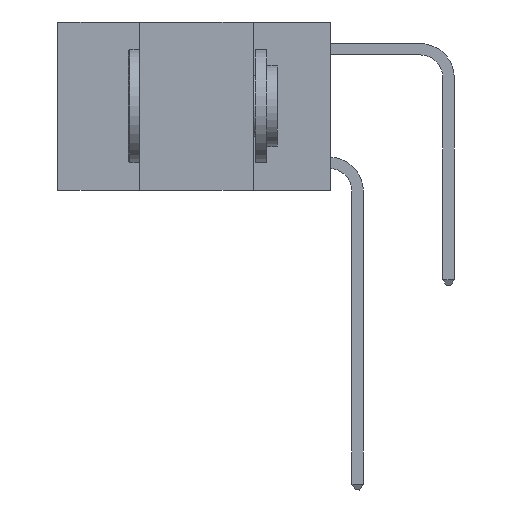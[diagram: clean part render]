
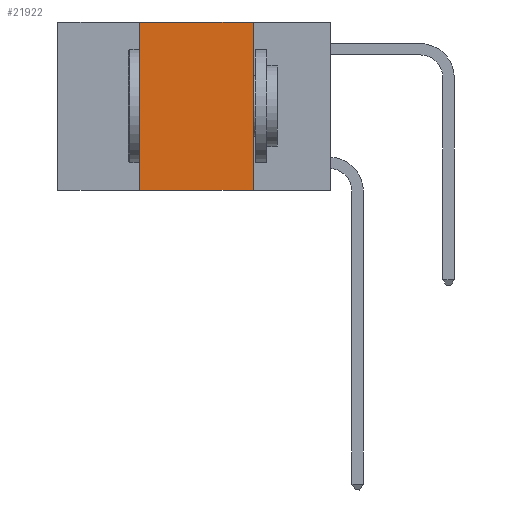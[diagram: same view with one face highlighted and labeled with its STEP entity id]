
A CAD part, left-side view. The second image highlights one B-rep face of the part: STEP entity #21922.
In plain terms, the highlighted planar face has unit normal (-1, 0, 0).
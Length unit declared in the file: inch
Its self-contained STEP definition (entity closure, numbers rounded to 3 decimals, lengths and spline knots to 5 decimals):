
#122 = VERTEX_POINT ( 'NONE', #5312 ) ;
#600 = DIRECTION ( 'NONE',  ( 0., -1., 0. ) ) ;
#748 = ORIENTED_EDGE ( 'NONE', *, *, #17922, .T. ) ;
#1151 = VERTEX_POINT ( 'NONE', #25126 ) ;
#2287 = VECTOR ( 'NONE', #11395, 39.37008 ) ;
#2664 = LINE ( 'NONE', #24403, #12906 ) ;
#3329 = LINE ( 'NONE', #25124, #3961 ) ;
#3961 = VECTOR ( 'NONE', #600, 39.37008 ) ;
#5312 = CARTESIAN_POINT ( 'NONE',  ( 0., 0.17, -0.37 ) ) ;
#5441 = DIRECTION ( 'NONE',  ( 1., 0., 0. ) ) ;
#5916 = ORIENTED_EDGE ( 'NONE', *, *, #17439, .F. ) ;
#6597 = FACE_OUTER_BOUND ( 'NONE', #18735, .T. ) ;
#7079 = LINE ( 'NONE', #23594, #2287 ) ;
#7367 = ORIENTED_EDGE ( 'NONE', *, *, #22730, .F. ) ;
#7507 = CARTESIAN_POINT ( 'NONE',  ( 0., 0.42, 0. ) ) ;
#8114 = CARTESIAN_POINT ( 'NONE',  ( 0., 0.42, 0. ) ) ;
#8115 = DIRECTION ( 'NONE',  ( 0., -1., 0. ) ) ;
#8897 = CARTESIAN_POINT ( 'NONE',  ( 0., 0.42, -0.37 ) ) ;
#9226 = ORIENTED_EDGE ( 'NONE', *, *, #10834, .F. ) ;
#9518 = AXIS2_PLACEMENT_3D ( 'NONE', #11557, #5441, #19771 ) ;
#10091 = VERTEX_POINT ( 'NONE', #8897 ) ;
#10834 = EDGE_CURVE ( 'NONE', #1151, #122, #7079, .T. ) ;
#11395 = DIRECTION ( 'NONE',  ( 0., 0., -1. ) ) ;
#11557 = CARTESIAN_POINT ( 'NONE',  ( 0., 0.6, 0. ) ) ;
#12906 = VECTOR ( 'NONE', #8115, 39.37008 ) ;
#14272 = DIRECTION ( 'NONE',  ( 0., 0., 1. ) ) ;
#15670 = PLANE ( 'NONE',  #9518 ) ;
#16599 = VECTOR ( 'NONE', #14272, 39.37008 ) ;
#17439 = EDGE_CURVE ( 'NONE', #17673, #1151, #3329, .T. ) ;
#17673 = VERTEX_POINT ( 'NONE', #7507 ) ;
#17891 = LINE ( 'NONE', #8114, #16599 ) ;
#17922 = EDGE_CURVE ( 'NONE', #10091, #122, #2664, .T. ) ;
#18735 = EDGE_LOOP ( 'NONE', ( #9226, #5916, #7367, #748 ) ) ;
#19771 = DIRECTION ( 'NONE',  ( 0., 0., -1. ) ) ;
#21922 = ADVANCED_FACE ( 'NONE', ( #6597 ), #15670, .F. ) ;
#22730 = EDGE_CURVE ( 'NONE', #10091, #17673, #17891, .T. ) ;
#23594 = CARTESIAN_POINT ( 'NONE',  ( 0., 0.17, 0. ) ) ;
#24403 = CARTESIAN_POINT ( 'NONE',  ( 0., 0.6, -0.37 ) ) ;
#25124 = CARTESIAN_POINT ( 'NONE',  ( 0., 0.6, 0. ) ) ;
#25126 = CARTESIAN_POINT ( 'NONE',  ( 0., 0.17, 0. ) ) ;
